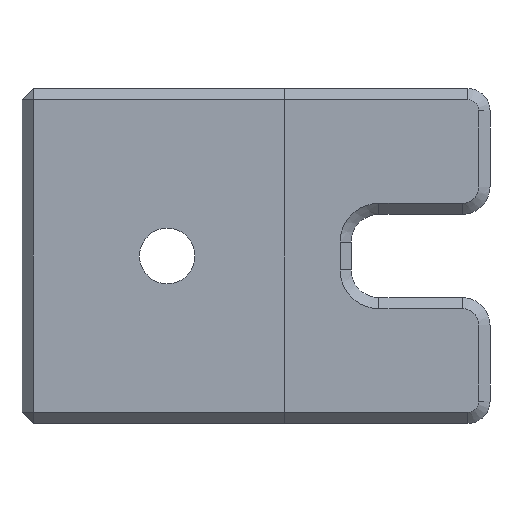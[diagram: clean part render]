
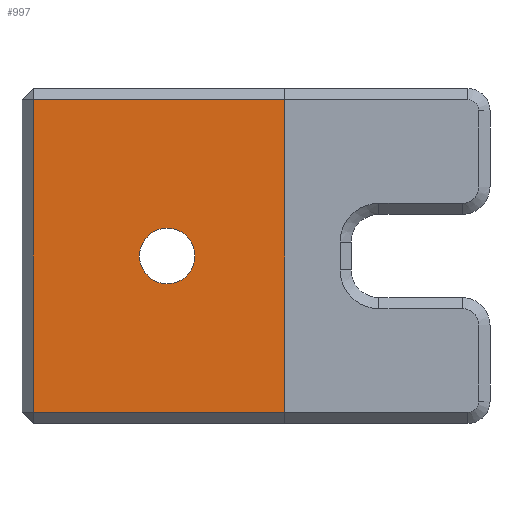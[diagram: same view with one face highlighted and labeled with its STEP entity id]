
A CAD part, left-side view. The second image highlights one B-rep face of the part: STEP entity #997.
In plain terms, the highlighted planar face has unit normal (-1, 0, 0).
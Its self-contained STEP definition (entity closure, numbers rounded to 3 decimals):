
#20=FACE_BOUND('',#209,.T.);
#65=CIRCLE('',#1104,5.);
#140=FACE_OUTER_BOUND('',#208,.T.);
#208=EDGE_LOOP('',(#890,#891,#892,#893));
#209=EDGE_LOOP('',(#894));
#246=LINE('',#1506,#347);
#248=LINE('',#1509,#349);
#290=LINE('',#1614,#391);
#310=LINE('',#1679,#411);
#347=VECTOR('',#1203,10.);
#349=VECTOR('',#1207,10.);
#391=VECTOR('',#1311,10.);
#411=VECTOR('',#1401,10.);
#442=VERTEX_POINT('',#1492);
#445=VERTEX_POINT('',#1499);
#447=VERTEX_POINT('',#1504);
#478=VERTEX_POINT('',#1610);
#489=VERTEX_POINT('',#1675);
#538=EDGE_CURVE('',#447,#445,#246,.T.);
#540=EDGE_CURVE('',#445,#442,#248,.T.);
#594=EDGE_CURVE('',#442,#478,#290,.T.);
#623=EDGE_CURVE('',#489,#489,#65,.T.);
#624=EDGE_CURVE('',#478,#447,#310,.T.);
#890=ORIENTED_EDGE('',*,*,#538,.F.);
#891=ORIENTED_EDGE('',*,*,#624,.F.);
#892=ORIENTED_EDGE('',*,*,#594,.F.);
#893=ORIENTED_EDGE('',*,*,#540,.F.);
#894=ORIENTED_EDGE('',*,*,#623,.F.);
#934=PLANE('',#1106);
#997=ADVANCED_FACE('',(#140,#20),#934,.F.);
#1104=AXIS2_PLACEMENT_3D('',#1677,#1397,#1398);
#1106=AXIS2_PLACEMENT_3D('',#1680,#1402,#1403);
#1203=DIRECTION('',(0.,1.,0.));
#1207=DIRECTION('',(0.,0.,1.));
#1311=DIRECTION('',(0.,-1.,0.));
#1397=DIRECTION('center_axis',(-1.,0.,0.));
#1398=DIRECTION('ref_axis',(0.,0.,-1.));
#1401=DIRECTION('',(0.,0.,-1.));
#1402=DIRECTION('center_axis',(1.,0.,0.));
#1403=DIRECTION('ref_axis',(0.,0.,-1.));
#1492=CARTESIAN_POINT('',(0.,24.15,28.15));
#1499=CARTESIAN_POINT('',(0.,24.15,-28.15));
#1504=CARTESIAN_POINT('',(0.,-21.15,-28.15));
#1506=CARTESIAN_POINT('',(0.,-9.325,-28.15));
#1509=CARTESIAN_POINT('',(0.,24.15,-15.075));
#1610=CARTESIAN_POINT('',(0.,-21.15,28.15));
#1614=CARTESIAN_POINT('',(0.,14.325,28.15));
#1675=CARTESIAN_POINT('',(0.,0.,5.));
#1677=CARTESIAN_POINT('Origin',(0.,0.,0.));
#1679=CARTESIAN_POINT('',(0.,-21.15,30.15));
#1680=CARTESIAN_POINT('Origin',(0.,2.5,0.));
